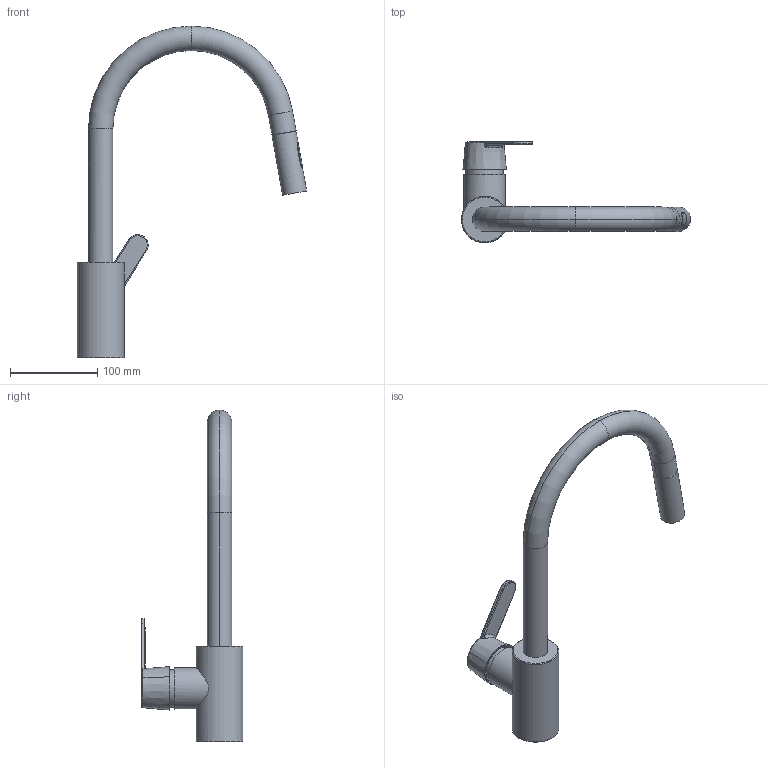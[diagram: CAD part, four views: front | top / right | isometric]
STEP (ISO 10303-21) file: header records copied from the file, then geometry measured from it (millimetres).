
FILE_DESCRIPTION(/* description */ ('Unknown'),/* implementation_level */ '2;1');
FILE_NAME(/* name */ '31484001',/* time_stamp */ '2022-09-08T14:42:10+02:00',/* author */ ('Unknown'),/* organization */ ('GROHE AG'),/* preprocessor_version */ 'ST-DEVELOPER v16.7',/* originating_system */ 'DEX',/* authorisation */ $);
FILE_SCHEMA (('AUTOMOTIVE_DESIGN {1 0 10303 214 3 1 1}'));
Length unit declared in the file: millimetre
Products named in the file (7): 31484001; jama_tri; 31484001_0; 071121 Body High Spout klein 01; P23012-02_2; 31484001_1
Assembly tree (6 placements, depth 2):
  31484001
    31484001
    jama_tri
    31484001_0
    071121 Body High Spout klein 01
    P23012-02_2
    31484001_1
Bounding box: 263.19 x 116.81 x 380.79 mm (x, y, z)
Volume: 702989 mm3; surface area: 101053.4 mm2
Topology: 6 solids, 8 shells, 290 faces, 751 edges, 473 vertices
Faces by surface type: plane 101, cylinder 88, bspline 60, cone 23, torus 10, sphere 8
Full cylindrical faces by diameter (mm): 28 x1, 43 x1, 47.5 x1, 53.6 x1
Entity records: 12583 total; most frequent: CARTESIAN_POINT 6017, ORIENTED_EDGE 1460, DIRECTION 1070, EDGE_CURVE 730, VERTEX_POINT 471, AXIS2_PLACEMENT_3D 414, EDGE_LOOP 315, FACE_BOUND 315
